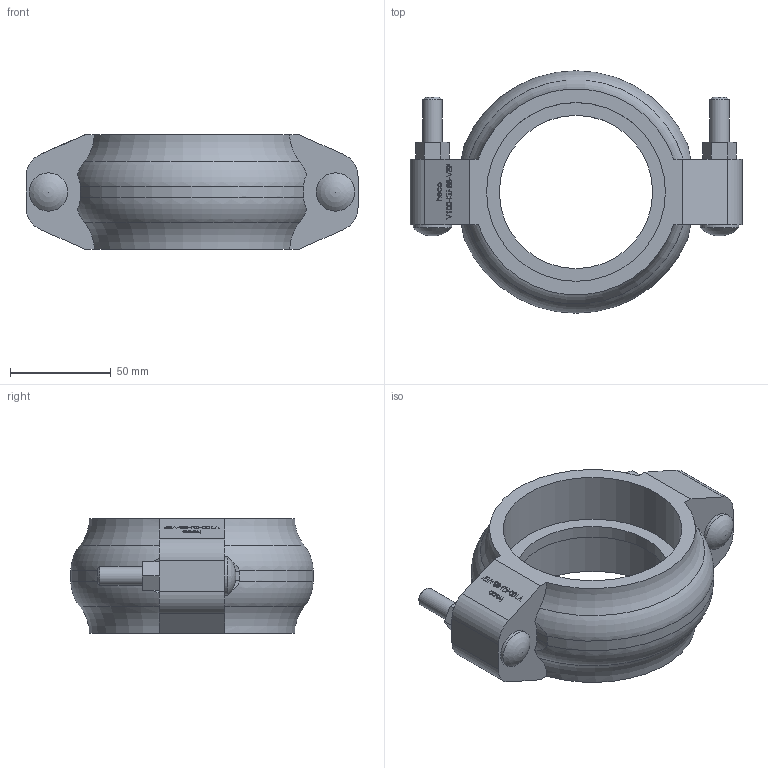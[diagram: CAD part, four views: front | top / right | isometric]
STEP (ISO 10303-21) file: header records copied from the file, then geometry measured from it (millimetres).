
FILE_DESCRIPTION (( 'STEP AP214' ), '1' );
FILE_NAME ('V100-KU-088-VEF Typ E497 DN80 300 Ø88,9 1812.STEP', '2018-12-11T13:02:54', ( '' ), ( '' ), 'SwSTEP 2.0', 'SolidWorks 2016', '' );
FILE_SCHEMA (( 'AUTOMOTIVE_DESIGN' ));
Length unit declared in the file: inch
Products named in the file (1): V100-KU-088-VEF Typ E497 DN80 300 Ø88,9 1812
Bounding box: 165.1 x 120.54 x 57.15 mm (x, y, z)
Volume: 300451.2 mm3; surface area: 59557.7 mm2
Topology: 1 solids, 1 shells, 285 faces, 756 edges, 501 vertices
Faces by surface type: plane 152, bspline 94, cylinder 25, torus 10, cone 2, sphere 2
Full cylindrical faces by diameter (mm): 9.525 x4, 19.05 x2, 76.2 x1, 88.9 x2
Entity records: 17203 total; most frequent: CARTESIAN_POINT 7850, ORIENTED_EDGE 1476, DIRECTION 962, EDGE_CURVE 738, VERTEX_POINT 496, LINE 450, VECTOR 450, EDGE_LOOP 336
